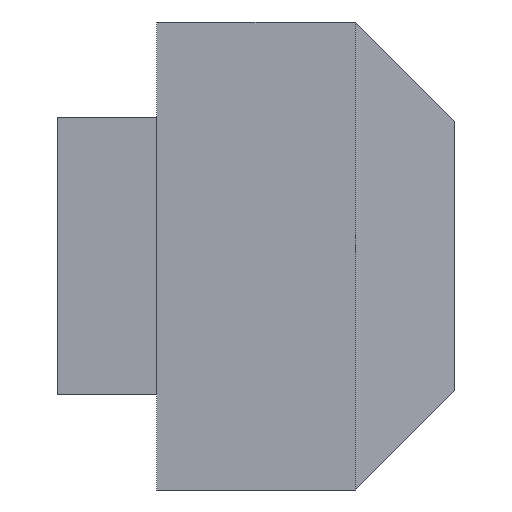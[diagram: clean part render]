
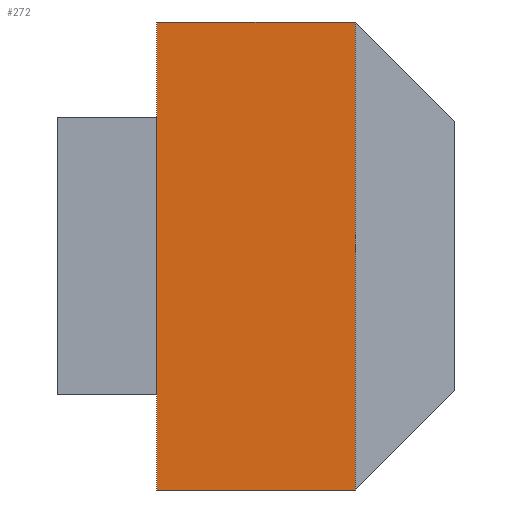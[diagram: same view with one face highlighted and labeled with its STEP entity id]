
A CAD part, left-side view. The second image highlights one B-rep face of the part: STEP entity #272.
In plain terms, the highlighted planar face has unit normal (-1, 0, 0).
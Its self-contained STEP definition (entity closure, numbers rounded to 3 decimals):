
#29=FACE_OUTER_BOUND('',#47,.T.);
#47=EDGE_LOOP('',(#216,#217,#218,#219));
#62=LINE('',#398,#95);
#71=LINE('',#416,#104);
#73=LINE('',#423,#106);
#79=LINE('',#434,#112);
#95=VECTOR('',#324,10.);
#104=VECTOR('',#341,10.);
#106=VECTOR('',#349,10.);
#112=VECTOR('',#357,10.);
#124=VERTEX_POINT('',#388);
#127=VERTEX_POINT('',#396);
#132=VERTEX_POINT('',#415);
#134=VERTEX_POINT('',#422);
#150=EDGE_CURVE('',#127,#124,#62,.T.);
#159=EDGE_CURVE('',#132,#124,#71,.F.);
#162=EDGE_CURVE('',#134,#132,#73,.F.);
#168=EDGE_CURVE('',#134,#127,#79,.F.);
#216=ORIENTED_EDGE('',*,*,#150,.F.);
#217=ORIENTED_EDGE('',*,*,#168,.F.);
#218=ORIENTED_EDGE('',*,*,#162,.T.);
#219=ORIENTED_EDGE('',*,*,#159,.T.);
#257=PLANE('',#303);
#272=ADVANCED_FACE('',(#29),#257,.T.);
#303=AXIS2_PLACEMENT_3D('',#433,#355,#356);
#324=DIRECTION('',(0.,0.,-1.));
#341=DIRECTION('',(0.,1.,0.));
#349=DIRECTION('',(0.,0.,1.));
#355=DIRECTION('center_axis',(-1.,0.,0.));
#356=DIRECTION('ref_axis',(0.,0.,-1.));
#357=DIRECTION('',(0.,1.,0.));
#388=CARTESIAN_POINT('',(-57.964,-121.032,-74.217));
#396=CARTESIAN_POINT('',(-57.964,-121.032,-50.617));
#398=CARTESIAN_POINT('',(-57.964,-121.032,-56.417));
#415=CARTESIAN_POINT('',(-57.964,-111.032,-74.217));
#416=CARTESIAN_POINT('',(-57.964,-111.032,-74.217));
#422=CARTESIAN_POINT('',(-57.964,-111.032,-50.617));
#423=CARTESIAN_POINT('',(-57.964,-111.032,-56.417));
#433=CARTESIAN_POINT('Origin',(-57.964,-111.032,-50.417));
#434=CARTESIAN_POINT('',(-57.964,-111.032,-50.617));
